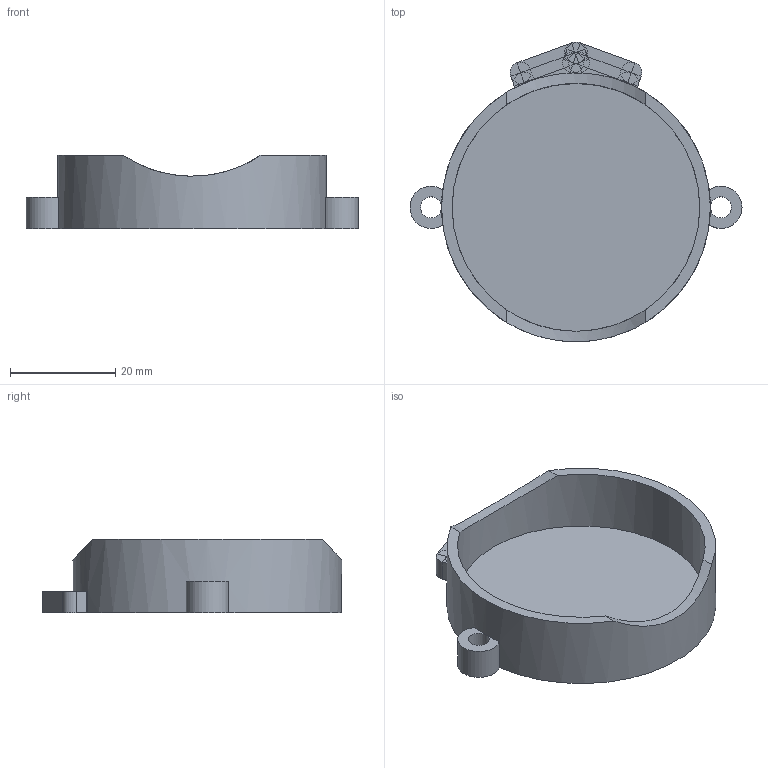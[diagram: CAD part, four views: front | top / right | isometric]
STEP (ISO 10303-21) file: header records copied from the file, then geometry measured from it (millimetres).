
FILE_DESCRIPTION(('FreeCAD Model'),'2;1');
FILE_NAME('Open CASCADE Shape Model','2024-10-31T21:47:25',(''),(''), 'Open CASCADE STEP processor 7.6','FreeCAD','Unknown');
FILE_SCHEMA(('AUTOMOTIVE_DESIGN { 1 0 10303 214 1 1 1 1 }'));
Length unit declared in the file: millimetre
Products named in the file (1): union003
Bounding box: 62.99 x 56.81 x 14 mm (x, y, z)
Volume: 8292.7 mm3; surface area: 8480.3 mm2
Topology: 1 solids, 1 shells, 225 faces, 444 edges, 217 vertices
Faces by surface type: plane 209, cylinder 16
Full cylindrical faces by diameter (mm): 4 x1, 47 x1, 51 x1
Entity records: 5704 total; most frequent: DIRECTION 1140, CARTESIAN_POINT 969, ORIENTED_EDGE 888, AXIS2_PLACEMENT_3D 472, EDGE_CURVE 444, CIRCLE 242, FACE_BOUND 229, EDGE_LOOP 229
